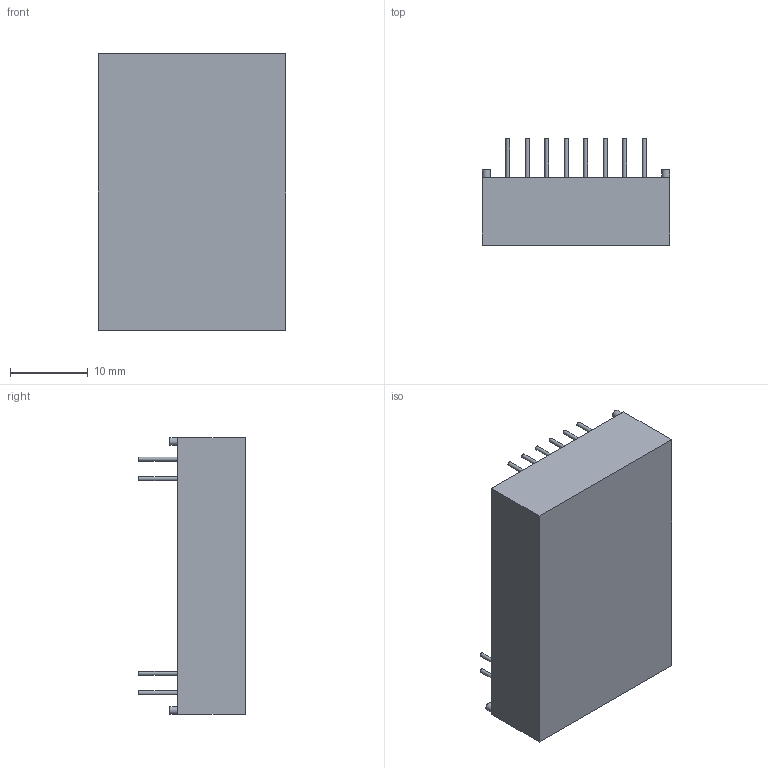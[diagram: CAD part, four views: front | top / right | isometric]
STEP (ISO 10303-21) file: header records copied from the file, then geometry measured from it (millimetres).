
FILE_DESCRIPTION(('FreeCAD Model'),'2;1');
FILE_NAME('Open CASCADE Shape Model','2024-03-03T00:23:23',(''),(''), 'Open CASCADE STEP processor 7.7','FreeCAD','Unknown');
FILE_SCHEMA(('AUTOMOTIVE_DESIGN { 1 0 10303 214 1 1 1 1 }'));
Length unit declared in the file: millimetre
Products named in the file (1): Body
Bounding box: 24 x 13.7 x 35.5 mm (x, y, z)
Volume: 7435.6 mm3; surface area: 2918.4 mm2
Topology: 1 solids, 1 shells, 56 faces, 91 edges, 59 vertices
Faces by surface type: plane 32, cylinder 24
Full cylindrical faces by diameter (mm): 0.5 x22, 1 x2
Entity records: 2412 total; most frequent: CARTESIAN_POINT 488, DIRECTION 339, ORIENTED_EDGE 182, PCURVE 182, DEFINITIONAL_REPRESENTATION 182, AXIS2_PLACEMENT_3D 108, CIRCLE 102, B_SPLINE_CURVE_WITH_KNOTS 99
